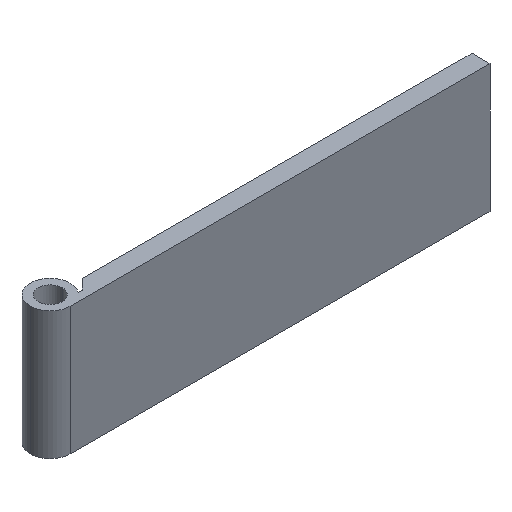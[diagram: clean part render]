
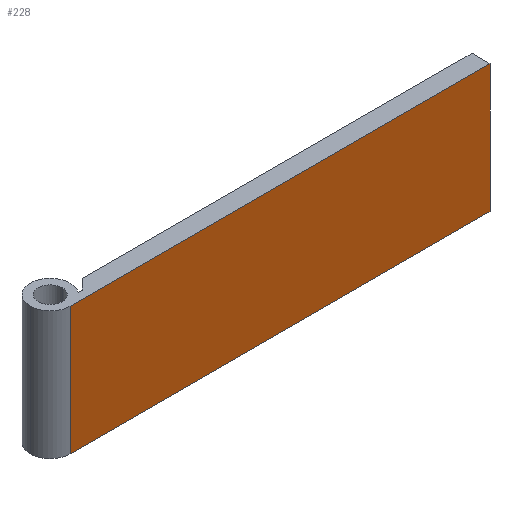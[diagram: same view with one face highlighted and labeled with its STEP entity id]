
A CAD part, isometric view. The second image highlights one B-rep face of the part: STEP entity #228.
In plain terms, the highlighted planar face has unit normal (0, -1, 0).
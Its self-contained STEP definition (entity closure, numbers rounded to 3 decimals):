
#17 = VECTOR ( 'NONE', #139, 1000. ) ;
#69 = PLANE ( 'NONE',  #240 ) ;
#73 = CARTESIAN_POINT ( 'NONE',  ( 105., -5., 16. ) ) ;
#74 = DIRECTION ( 'NONE',  ( 0., 1., 0. ) ) ;
#75 = DIRECTION ( 'NONE',  ( -1., 0., 0. ) ) ;
#76 = LINE ( 'NONE', #77, #241 ) ;
#77 = CARTESIAN_POINT ( 'NONE',  ( 105., -5., 16. ) ) ;
#78 = DIRECTION ( 'NONE',  ( 0., 0., -1. ) ) ;
#83 = LINE ( 'NONE', #84, #263 ) ;
#84 = CARTESIAN_POINT ( 'NONE',  ( 105., -5., -16. ) ) ;
#85 = DIRECTION ( 'NONE',  ( 1., 0., 0. ) ) ;
#102 = LINE ( 'NONE', #110, #279 ) ;
#107 = CARTESIAN_POINT ( 'NONE',  ( 0., -5., -16. ) ) ;
#108 = CARTESIAN_POINT ( 'NONE',  ( 105., -5., 16. ) ) ;
#109 = CARTESIAN_POINT ( 'NONE',  ( 0., -5., 16. ) ) ;
#110 = CARTESIAN_POINT ( 'NONE',  ( 105., -5., 16. ) ) ;
#111 = DIRECTION ( 'NONE',  ( 1., 0., 0. ) ) ;
#137 = LINE ( 'NONE', #138, #17 ) ;
#138 = CARTESIAN_POINT ( 'NONE',  ( 0., -5., 16. ) ) ;
#139 = DIRECTION ( 'NONE',  ( 0., 0., -1. ) ) ;
#158 = CARTESIAN_POINT ( 'NONE',  ( 105., -5., -16. ) ) ;
#228 = ADVANCED_FACE ( 'NONE', ( #242 ), #69, .F. ) ;
#229 = EDGE_CURVE ( 'NONE', #329, #376, #76, .T. ) ;
#231 = EDGE_CURVE ( 'NONE', #328, #376, #83, .T. ) ;
#240 = AXIS2_PLACEMENT_3D ( 'NONE', #73, #74, #75 ) ;
#241 = VECTOR ( 'NONE', #78, 1000. ) ;
#242 = FACE_OUTER_BOUND ( 'NONE', #313, .T. ) ;
#263 = VECTOR ( 'NONE', #85, 1000. ) ;
#279 = VECTOR ( 'NONE', #111, 1000. ) ;
#313 = EDGE_LOOP ( 'NONE', ( #413, #409, #443, #406 ) ) ;
#328 = VERTEX_POINT ( 'NONE', #107 ) ;
#329 = VERTEX_POINT ( 'NONE', #108 ) ;
#330 = VERTEX_POINT ( 'NONE', #109 ) ;
#354 = EDGE_CURVE ( 'NONE', #330, #329, #102, .T. ) ;
#363 = EDGE_CURVE ( 'NONE', #330, #328, #137, .T. ) ;
#376 = VERTEX_POINT ( 'NONE', #158 ) ;
#406 = ORIENTED_EDGE ( 'NONE', *, *, #363, .T. ) ;
#409 = ORIENTED_EDGE ( 'NONE', *, *, #229, .F. ) ;
#413 = ORIENTED_EDGE ( 'NONE', *, *, #231, .T. ) ;
#443 = ORIENTED_EDGE ( 'NONE', *, *, #354, .F. ) ;
